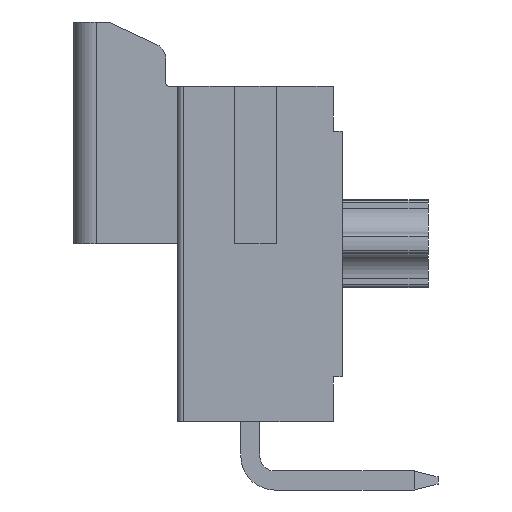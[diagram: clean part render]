
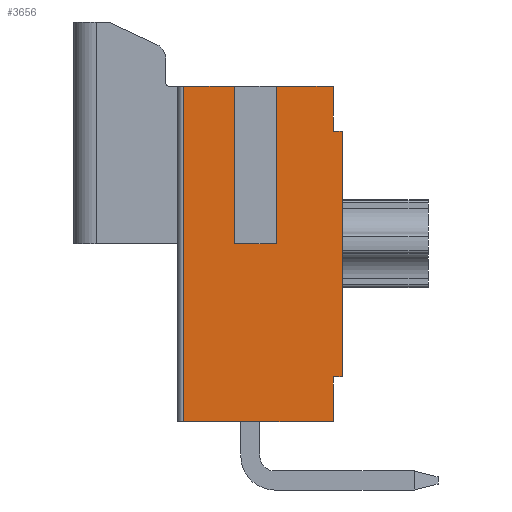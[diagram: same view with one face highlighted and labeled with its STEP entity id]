
A CAD part, left-side view. The second image highlights one B-rep face of the part: STEP entity #3656.
In plain terms, the highlighted planar face has unit normal (-1, 0, 0).
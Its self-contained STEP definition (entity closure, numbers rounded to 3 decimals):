
#1=DIRECTION('',(0.,0.,1.));
#2=VECTOR('',#1,1.5);
#3=CARTESIAN_POINT('',(-5.75,-2.6,-3.1));
#4=LINE('',#3,#2);
#17=DIRECTION('',(0.,0.,1.));
#18=VECTOR('',#17,1.5);
#19=CARTESIAN_POINT('',(-5.75,-2.6,6.6));
#20=LINE('',#19,#18);
#161=DIRECTION('',(0.,0.,1.));
#162=VECTOR('',#161,11.2);
#163=CARTESIAN_POINT('',(-5.75,2.4,-3.1));
#164=LINE('',#163,#162);
#165=DIRECTION('',(0.,0.,-1.));
#166=VECTOR('',#165,5.25);
#167=CARTESIAN_POINT('',(-5.75,0.7,8.1));
#168=LINE('',#167,#166);
#169=DIRECTION('',(0.,1.,0.));
#170=VECTOR('',#169,1.4);
#171=CARTESIAN_POINT('',(-5.75,-0.7,2.85));
#172=LINE('',#171,#170);
#173=DIRECTION('',(0.,0.,-1.));
#174=VECTOR('',#173,5.25);
#175=CARTESIAN_POINT('',(-5.75,-0.7,8.1));
#176=LINE('',#175,#174);
#177=DIRECTION('',(0.,-1.,0.));
#178=VECTOR('',#177,0.3);
#179=CARTESIAN_POINT('',(-5.75,-2.6,6.6));
#180=LINE('',#179,#178);
#181=DIRECTION('',(0.,1.,0.));
#182=VECTOR('',#181,5.);
#183=CARTESIAN_POINT('',(-5.75,-2.6,-3.1));
#184=LINE('',#183,#182);
#279=DIRECTION('',(0.,1.,0.));
#280=VECTOR('',#279,1.9);
#281=CARTESIAN_POINT('',(-5.75,-2.6,8.1));
#282=LINE('',#281,#280);
#295=DIRECTION('',(0.,1.,0.));
#296=VECTOR('',#295,1.7);
#297=CARTESIAN_POINT('',(-5.75,0.7,8.1));
#298=LINE('',#297,#296);
#2421=DIRECTION('',(0.,0.,-1.));
#2422=VECTOR('',#2421,8.2);
#2423=CARTESIAN_POINT('',(-5.75,-2.9,6.6));
#2424=LINE('',#2423,#2422);
#2461=DIRECTION('',(0.,-1.,0.));
#2462=VECTOR('',#2461,0.3);
#2463=CARTESIAN_POINT('',(-5.75,-2.6,-1.6));
#2464=LINE('',#2463,#2462);
#2713=CARTESIAN_POINT('',(-5.75,-2.6,8.1));
#2715=VERTEX_POINT('',#2713);
#2718=CARTESIAN_POINT('',(-5.75,-2.6,-3.1));
#2720=VERTEX_POINT('',#2718);
#2749=CARTESIAN_POINT('',(-5.75,-2.6,-1.6));
#2750=VERTEX_POINT('',#2749);
#2813=CARTESIAN_POINT('',(-5.75,-0.7,2.85));
#2814=CARTESIAN_POINT('',(-5.75,0.7,2.85));
#2815=VERTEX_POINT('',#2813);
#2816=VERTEX_POINT('',#2814);
#2817=CARTESIAN_POINT('',(-5.75,0.7,8.1));
#2818=VERTEX_POINT('',#2817);
#2987=CARTESIAN_POINT('',(-5.75,-0.7,8.1));
#2988=VERTEX_POINT('',#2987);
#3044=CARTESIAN_POINT('',(-5.75,2.4,8.1));
#3046=VERTEX_POINT('',#3044);
#3047=CARTESIAN_POINT('',(-5.75,2.4,-3.1));
#3048=VERTEX_POINT('',#3047);
#3075=CARTESIAN_POINT('',(-5.75,-2.9,6.6));
#3076=CARTESIAN_POINT('',(-5.75,-2.9,-1.6));
#3077=VERTEX_POINT('',#3075);
#3078=VERTEX_POINT('',#3076);
#3095=CARTESIAN_POINT('',(-5.75,-2.6,6.6));
#3096=VERTEX_POINT('',#3095);
#3627=CARTESIAN_POINT('',(-5.75,-2.6,-3.1));
#3628=DIRECTION('',(-1.,0.,0.));
#3629=DIRECTION('',(0.,0.,1.));
#3630=AXIS2_PLACEMENT_3D('',#3627,#3628,#3629);
#3631=PLANE('',#3630);
#3633=ORIENTED_EDGE('',*,*,#3632,.T.);
#3635=ORIENTED_EDGE('',*,*,#3634,.F.);
#3637=ORIENTED_EDGE('',*,*,#3636,.T.);
#3639=ORIENTED_EDGE('',*,*,#3638,.F.);
#3641=ORIENTED_EDGE('',*,*,#3640,.F.);
#3643=ORIENTED_EDGE('',*,*,#3642,.F.);
#3644=ORIENTED_EDGE('',*,*,#3558,.F.);
#3646=ORIENTED_EDGE('',*,*,#3645,.T.);
#3648=ORIENTED_EDGE('',*,*,#3647,.T.);
#3650=ORIENTED_EDGE('',*,*,#3649,.F.);
#3651=ORIENTED_EDGE('',*,*,#3550,.F.);
#3653=ORIENTED_EDGE('',*,*,#3652,.T.);
#3654=EDGE_LOOP('',(#3633,#3635,#3637,#3639,#3641,#3643,#3644,#3646,#3648,#3650,
#3651,#3653));
#3655=FACE_OUTER_BOUND('',#3654,.F.);
#3656=ADVANCED_FACE('',(#3655),#3631,.T.);
#3550=EDGE_CURVE('',#2720,#2750,#4,.T.);
#3558=EDGE_CURVE('',#3096,#2715,#20,.T.);
#3632=EDGE_CURVE('',#3048,#3046,#164,.T.);
#3634=EDGE_CURVE('',#2818,#3046,#298,.T.);
#3636=EDGE_CURVE('',#2818,#2816,#168,.T.);
#3638=EDGE_CURVE('',#2815,#2816,#172,.T.);
#3640=EDGE_CURVE('',#2988,#2815,#176,.T.);
#3642=EDGE_CURVE('',#2715,#2988,#282,.T.);
#3645=EDGE_CURVE('',#3096,#3077,#180,.T.);
#3647=EDGE_CURVE('',#3077,#3078,#2424,.T.);
#3649=EDGE_CURVE('',#2750,#3078,#2464,.T.);
#3652=EDGE_CURVE('',#2720,#3048,#184,.T.);
